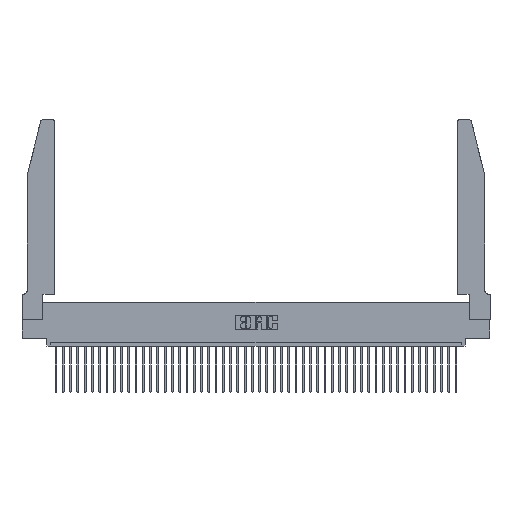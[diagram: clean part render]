
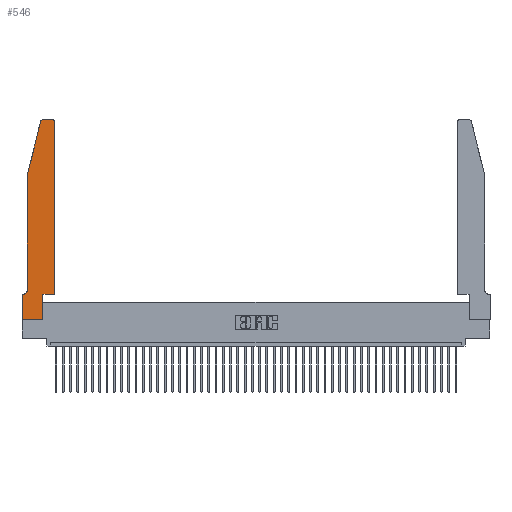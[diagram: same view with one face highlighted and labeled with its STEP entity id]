
A CAD part, top view. The second image highlights one B-rep face of the part: STEP entity #546.
In plain terms, the highlighted planar face has unit normal (0, 0, 1).
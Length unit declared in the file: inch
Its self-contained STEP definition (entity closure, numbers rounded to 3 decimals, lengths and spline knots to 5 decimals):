
#546 = ADVANCED_FACE ( 'NONE', ( #38376 ), #24784, .T. ) ;
#883 = LINE ( 'NONE', #42580, #19535 ) ;
#1194 = VECTOR ( 'NONE', #40723, 39.37008 ) ;
#1478 = EDGE_CURVE ( 'NONE', #15893, #11158, #7723, .T. ) ;
#1907 = DIRECTION ( 'NONE',  ( -1., 0., 0. ) ) ;
#2391 = CARTESIAN_POINT ( 'NONE',  ( 0., 0.35, 0.37 ) ) ;
#2813 = ORIENTED_EDGE ( 'NONE', *, *, #7737, .T. ) ;
#5383 = CIRCLE ( 'NONE', #29365, 0.03 ) ;
#5463 = CARTESIAN_POINT ( 'NONE',  ( 0.4205, 2.75, 0.37 ) ) ;
#5508 = CARTESIAN_POINT ( 'NONE',  ( 0.2605, 2.75, 0.37 ) ) ;
#5896 = ORIENTED_EDGE ( 'NONE', *, *, #28024, .T. ) ;
#7275 = DIRECTION ( 'NONE',  ( 1., 0., 0. ) ) ;
#7296 = LINE ( 'NONE', #33303, #26948 ) ;
#7363 = VERTEX_POINT ( 'NONE', #31089 ) ;
#7450 = VERTEX_POINT ( 'NONE', #14816 ) ;
#7723 = LINE ( 'NONE', #5508, #1194 ) ;
#7737 = EDGE_CURVE ( 'NONE', #7450, #17725, #27060, .T. ) ;
#8430 = CARTESIAN_POINT ( 'NONE',  ( 0.284, 2.75, 0.37 ) ) ;
#8525 = EDGE_CURVE ( 'NONE', #36527, #36787, #17743, .T. ) ;
#9406 = EDGE_CURVE ( 'NONE', #7363, #16032, #21236, .T. ) ;
#9417 = CARTESIAN_POINT ( 'NONE',  ( 0.25487, 2.72718, 0.37 ) ) ;
#9513 = EDGE_CURVE ( 'NONE', #32855, #23584, #28303, .T. ) ;
#9574 = ORIENTED_EDGE ( 'NONE', *, *, #40258, .T. ) ;
#10804 = EDGE_CURVE ( 'NONE', #36787, #7450, #883, .T. ) ;
#11158 = VERTEX_POINT ( 'NONE', #8430 ) ;
#12511 = VECTOR ( 'NONE', #37478, 39.37008 ) ;
#12702 = EDGE_CURVE ( 'NONE', #30503, #33370, #7296, .T. ) ;
#12707 = DIRECTION ( 'NONE',  ( 1., 0., 0. ) ) ;
#13779 = CARTESIAN_POINT ( 'NONE',  ( 0., 0.35, 0.37 ) ) ;
#14300 = DIRECTION ( 'NONE',  ( 0., -1., 0. ) ) ;
#14816 = CARTESIAN_POINT ( 'NONE',  ( 0.0755, 0.42, 0.37 ) ) ;
#14879 = CARTESIAN_POINT ( 'NONE',  ( 0.0055, 0.42, 0.37 ) ) ;
#15893 = VERTEX_POINT ( 'NONE', #5463 ) ;
#16032 = VERTEX_POINT ( 'NONE', #44311 ) ;
#17725 = VERTEX_POINT ( 'NONE', #29900 ) ;
#17743 = LINE ( 'NONE', #29427, #42232 ) ;
#17877 = AXIS2_PLACEMENT_3D ( 'NONE', #13779, #41936, #34781 ) ;
#19210 = ORIENTED_EDGE ( 'NONE', *, *, #1478, .T. ) ;
#19427 = CARTESIAN_POINT ( 'NONE',  ( 0., 0., 0.37 ) ) ;
#19535 = VECTOR ( 'NONE', #14300, 39.37008 ) ;
#20673 = DIRECTION ( 'NONE',  ( 1., 0., 0. ) ) ;
#21093 = DIRECTION ( 'NONE',  ( -1., 0., 0. ) ) ;
#21236 = LINE ( 'NONE', #33861, #12511 ) ;
#23250 = AXIS2_PLACEMENT_3D ( 'NONE', #14879, #40584, #21093 ) ;
#23584 = VERTEX_POINT ( 'NONE', #30062 ) ;
#23810 = DIRECTION ( 'NONE',  ( 1., 0., 0. ) ) ;
#23962 = CARTESIAN_POINT ( 'NONE',  ( 0.284, 2.72, 0.37 ) ) ;
#24077 = ORIENTED_EDGE ( 'NONE', *, *, #12702, .T. ) ;
#24213 = VECTOR ( 'NONE', #20673, 39.37008 ) ;
#24507 = VECTOR ( 'NONE', #7275, 39.37008 ) ;
#24784 = PLANE ( 'NONE',  #17877 ) ;
#26300 = EDGE_CURVE ( 'NONE', #11158, #36527, #5383, .T. ) ;
#26588 = DIRECTION ( 'NONE',  ( 0., 0., 1. ) ) ;
#26736 = CARTESIAN_POINT ( 'NONE',  ( 0.4205, 2.72, 0.37 ) ) ;
#26948 = VECTOR ( 'NONE', #36792, 39.37008 ) ;
#27060 = CIRCLE ( 'NONE', #23250, 0.07 ) ;
#27882 = CARTESIAN_POINT ( 'NONE',  ( 0.4505, 0.35, 0.37 ) ) ;
#28024 = EDGE_CURVE ( 'NONE', #17725, #30503, #39976, .T. ) ;
#28303 = LINE ( 'NONE', #31369, #44489 ) ;
#29095 = VECTOR ( 'NONE', #1907, 39.37008 ) ;
#29124 = CIRCLE ( 'NONE', #30026, 0.03 ) ;
#29365 = AXIS2_PLACEMENT_3D ( 'NONE', #23962, #44324, #23810 ) ;
#29427 = CARTESIAN_POINT ( 'NONE',  ( 0.0755, 2., 0.37 ) ) ;
#29900 = CARTESIAN_POINT ( 'NONE',  ( 0.0055, 0.35, 0.37 ) ) ;
#30026 = AXIS2_PLACEMENT_3D ( 'NONE', #26736, #26588, #12707 ) ;
#30062 = CARTESIAN_POINT ( 'NONE',  ( 0.2865, 0.35, 0.37 ) ) ;
#30503 = VERTEX_POINT ( 'NONE', #2391 ) ;
#31089 = CARTESIAN_POINT ( 'NONE',  ( 0.4505, 0.35, 0.37 ) ) ;
#31369 = CARTESIAN_POINT ( 'NONE',  ( 0.2865, 0.35, 0.37 ) ) ;
#31481 = ORIENTED_EDGE ( 'NONE', *, *, #43421, .T. ) ;
#32728 = CARTESIAN_POINT ( 'NONE',  ( 0.0755, 0.35, 0.37 ) ) ;
#32855 = VERTEX_POINT ( 'NONE', #33917 ) ;
#33303 = CARTESIAN_POINT ( 'NONE',  ( 0., 0., 0.37 ) ) ;
#33370 = VERTEX_POINT ( 'NONE', #19427 ) ;
#33718 = LINE ( 'NONE', #27882, #24507 ) ;
#33861 = CARTESIAN_POINT ( 'NONE',  ( 0.4505, 0.35, 0.37 ) ) ;
#33870 = ORIENTED_EDGE ( 'NONE', *, *, #9406, .T. ) ;
#33917 = CARTESIAN_POINT ( 'NONE',  ( 0.2865, 0., 0.37 ) ) ;
#34061 = CARTESIAN_POINT ( 'NONE',  ( 0., 0., 0.37 ) ) ;
#34781 = DIRECTION ( 'NONE',  ( 1., 0., 0. ) ) ;
#35030 = DIRECTION ( 'NONE',  ( 0., 1., 0. ) ) ;
#36054 = ORIENTED_EDGE ( 'NONE', *, *, #43817, .T. ) ;
#36527 = VERTEX_POINT ( 'NONE', #9417 ) ;
#36787 = VERTEX_POINT ( 'NONE', #39154 ) ;
#36792 = DIRECTION ( 'NONE',  ( 0., -1., 0. ) ) ;
#37478 = DIRECTION ( 'NONE',  ( 0., 1., 0. ) ) ;
#38376 = FACE_OUTER_BOUND ( 'NONE', #42819, .T. ) ;
#38516 = ORIENTED_EDGE ( 'NONE', *, *, #9513, .T. ) ;
#38740 = ORIENTED_EDGE ( 'NONE', *, *, #10804, .T. ) ;
#38907 = ORIENTED_EDGE ( 'NONE', *, *, #26300, .T. ) ;
#39154 = CARTESIAN_POINT ( 'NONE',  ( 0.0755, 2., 0.37 ) ) ;
#39434 = LINE ( 'NONE', #34061, #24213 ) ;
#39924 = DIRECTION ( 'NONE',  ( -0.239, -0.971, 0. ) ) ;
#39976 = LINE ( 'NONE', #32728, #29095 ) ;
#40258 = EDGE_CURVE ( 'NONE', #23584, #7363, #33718, .T. ) ;
#40584 = DIRECTION ( 'NONE',  ( 0., 0., -1. ) ) ;
#40723 = DIRECTION ( 'NONE',  ( -1., 0., 0. ) ) ;
#41936 = DIRECTION ( 'NONE',  ( 0., 0., 1. ) ) ;
#42232 = VECTOR ( 'NONE', #39924, 39.37008 ) ;
#42580 = CARTESIAN_POINT ( 'NONE',  ( 0.0755, 2., 0.37 ) ) ;
#42819 = EDGE_LOOP ( 'NONE', ( #19210, #38907, #44120, #38740, #2813, #5896, #24077, #36054, #38516, #9574, #33870, #31481 ) ) ;
#43421 = EDGE_CURVE ( 'NONE', #16032, #15893, #29124, .T. ) ;
#43817 = EDGE_CURVE ( 'NONE', #33370, #32855, #39434, .T. ) ;
#44120 = ORIENTED_EDGE ( 'NONE', *, *, #8525, .T. ) ;
#44311 = CARTESIAN_POINT ( 'NONE',  ( 0.4505, 2.72, 0.37 ) ) ;
#44324 = DIRECTION ( 'NONE',  ( 0., 0., 1. ) ) ;
#44489 = VECTOR ( 'NONE', #35030, 39.37008 ) ;
